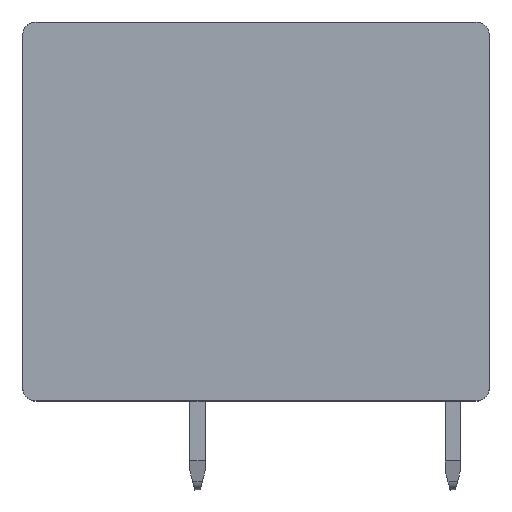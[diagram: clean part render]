
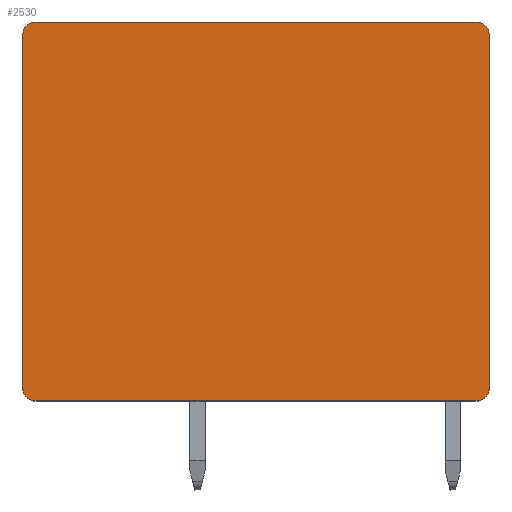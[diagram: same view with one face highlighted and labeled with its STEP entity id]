
A CAD part, top view. The second image highlights one B-rep face of the part: STEP entity #2530.
In plain terms, the highlighted planar face has unit normal (0, 0, 1).
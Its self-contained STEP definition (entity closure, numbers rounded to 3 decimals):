
#949=CARTESIAN_POINT('',(-11.375,9.1,5.55));
#950=DIRECTION('',(0.,0.,1.));
#951=DIRECTION('',(0.,1.,0.));
#952=AXIS2_PLACEMENT_3D('',#949,#950,#951);
#954=DIRECTION('',(-1.,0.,0.));
#955=VECTOR('',#954,22.75);
#956=CARTESIAN_POINT('',(11.375,9.8,5.55));
#957=LINE('',#956,#955);
#958=CARTESIAN_POINT('',(11.375,9.1,5.55));
#959=DIRECTION('',(0.,0.,1.));
#960=DIRECTION('',(1.,0.,0.));
#961=AXIS2_PLACEMENT_3D('',#958,#959,#960);
#963=DIRECTION('',(0.,1.,0.));
#964=VECTOR('',#963,18.2);
#965=CARTESIAN_POINT('',(12.075,-9.1,5.55));
#966=LINE('',#965,#964);
#967=CARTESIAN_POINT('',(11.375,-9.1,5.55));
#968=DIRECTION('',(0.,0.,1.));
#969=DIRECTION('',(0.,-1.,0.));
#970=AXIS2_PLACEMENT_3D('',#967,#968,#969);
#972=DIRECTION('',(1.,0.,0.));
#973=VECTOR('',#972,22.75);
#974=CARTESIAN_POINT('',(-11.375,-9.8,5.55));
#975=LINE('',#974,#973);
#976=CARTESIAN_POINT('',(-11.375,-9.1,5.55));
#977=DIRECTION('',(0.,0.,1.));
#978=DIRECTION('',(-1.,0.,0.));
#979=AXIS2_PLACEMENT_3D('',#976,#977,#978);
#981=DIRECTION('',(0.,-1.,0.));
#982=VECTOR('',#981,18.2);
#983=CARTESIAN_POINT('',(-12.075,9.1,5.55));
#984=LINE('',#983,#982);
#1232=CARTESIAN_POINT('',(-11.375,9.8,5.55));
#1233=CARTESIAN_POINT('',(-12.075,9.1,5.55));
#1234=VERTEX_POINT('',#1232);
#1235=VERTEX_POINT('',#1233);
#1240=CARTESIAN_POINT('',(12.075,9.1,5.55));
#1241=VERTEX_POINT('',#1240);
#1242=CARTESIAN_POINT('',(11.375,9.8,5.55));
#1243=VERTEX_POINT('',#1242);
#1248=CARTESIAN_POINT('',(11.375,-9.8,5.55));
#1249=VERTEX_POINT('',#1248);
#1250=CARTESIAN_POINT('',(12.075,-9.1,5.55));
#1251=VERTEX_POINT('',#1250);
#1256=CARTESIAN_POINT('',(-12.075,-9.1,5.55));
#1257=VERTEX_POINT('',#1256);
#1258=CARTESIAN_POINT('',(-11.375,-9.8,5.55));
#1259=VERTEX_POINT('',#1258);
#2515=CARTESIAN_POINT('',(0.,0.,5.55));
#2516=DIRECTION('',(0.,0.,1.));
#2517=DIRECTION('',(1.,0.,0.));
#2518=AXIS2_PLACEMENT_3D('',#2515,#2516,#2517);
#2519=PLANE('',#2518);
#2520=ORIENTED_EDGE('',*,*,#1361,.F.);
#2521=ORIENTED_EDGE('',*,*,#1423,.F.);
#2522=ORIENTED_EDGE('',*,*,#1512,.F.);
#2523=ORIENTED_EDGE('',*,*,#1527,.F.);
#2524=ORIENTED_EDGE('',*,*,#1540,.F.);
#2525=ORIENTED_EDGE('',*,*,#1555,.F.);
#2526=ORIENTED_EDGE('',*,*,#1860,.F.);
#2527=ORIENTED_EDGE('',*,*,#1872,.F.);
#2528=EDGE_LOOP('',(#2520,#2521,#2522,#2523,#2524,#2525,#2526,#2527));
#2529=FACE_OUTER_BOUND('',#2528,.F.);
#953=CIRCLE('',#952,0.7);
#962=CIRCLE('',#961,0.7);
#971=CIRCLE('',#970,0.7);
#980=CIRCLE('',#979,0.7);
#1361=EDGE_CURVE('',#1234,#1235,#953,.T.);
#1423=EDGE_CURVE('',#1243,#1234,#957,.T.);
#1512=EDGE_CURVE('',#1241,#1243,#962,.T.);
#1527=EDGE_CURVE('',#1251,#1241,#966,.T.);
#1540=EDGE_CURVE('',#1249,#1251,#971,.T.);
#1555=EDGE_CURVE('',#1259,#1249,#975,.T.);
#1860=EDGE_CURVE('',#1257,#1259,#980,.T.);
#1872=EDGE_CURVE('',#1235,#1257,#984,.T.);
#2530=ADVANCED_FACE('',(#2529),#2519,.T.);
